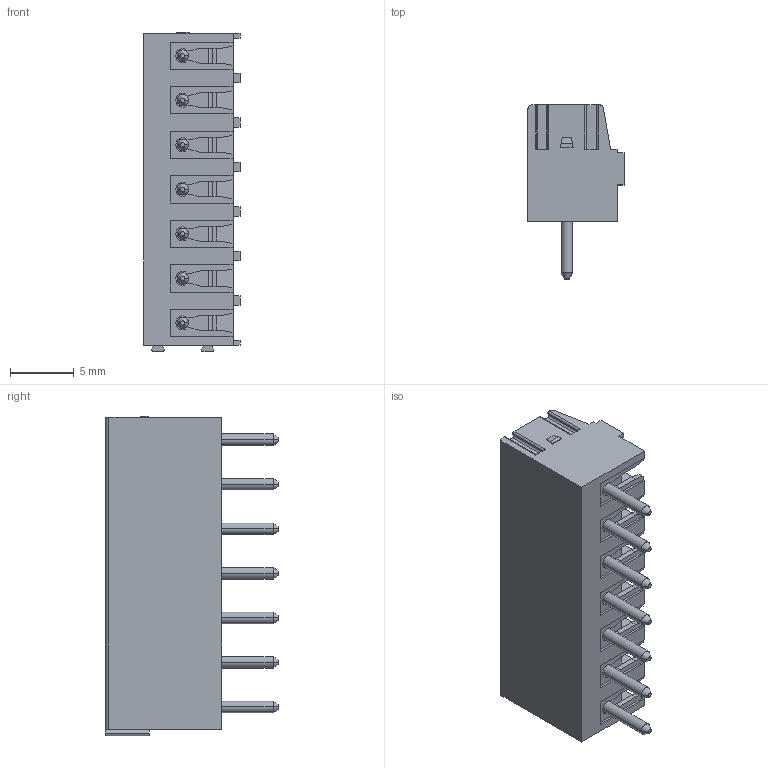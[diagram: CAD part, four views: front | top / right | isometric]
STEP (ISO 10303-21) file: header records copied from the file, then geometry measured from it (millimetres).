
FILE_DESCRIPTION((''),'2;1');
FILE_NAME('PRT0051','2024-09-25T',('yanfa'),(''),'PRO/ENGINEER BY PARAMETRIC TECHNOLOGY CORPORATION, 2009280','PRO/ENGINEER BY PARAMETRIC TECHNOLOGY CORPORATION, 2009280','');
FILE_SCHEMA(('AUTOMOTIVE_DESIGN_CC2 { 1 2 10303 214 -1 1 5 2 }'));
Length unit declared in the file: millimetre
Products named in the file (1): PRT0051
Bounding box: 7.55 x 13.65 x 25.08 mm (x, y, z)
Volume: 1180.4 mm3; surface area: 2511.1 mm2
Topology: 1 solids, 1 shells, 674 faces, 1817 edges, 1174 vertices
Faces by surface type: plane 457, cylinder 147, cone 42, torus 14, extrusion 14
Entity records: 21131 total; most frequent: CARTESIAN_POINT 3971, ORIENTED_EDGE 3634, DIRECTION 3473, EDGE_CURVE 1817, VECTOR 1425, LINE 1411, VERTEX_POINT 1174, AXIS2_PLACEMENT_3D 1024
